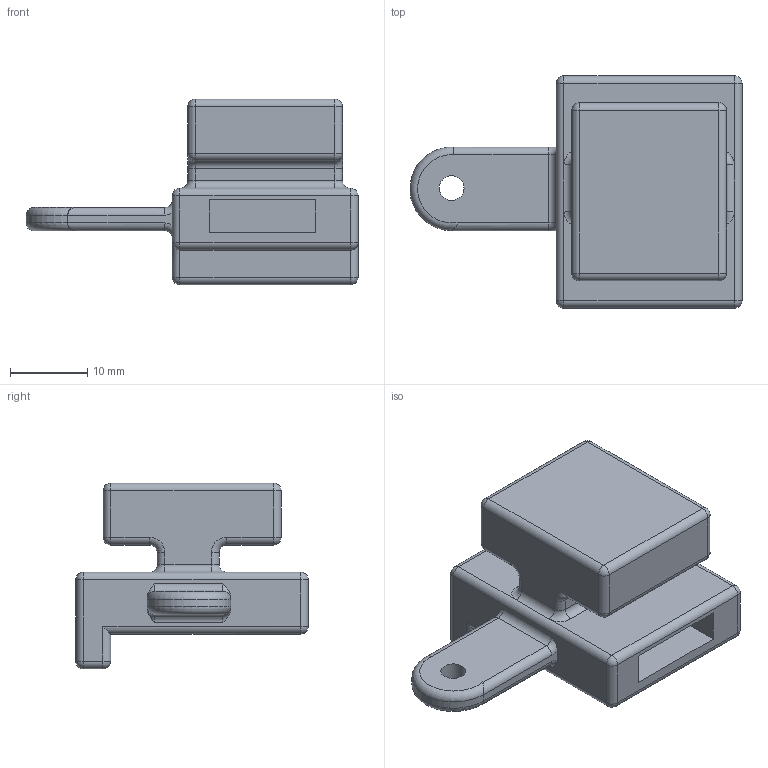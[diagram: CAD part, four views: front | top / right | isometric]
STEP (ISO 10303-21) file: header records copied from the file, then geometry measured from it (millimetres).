
FILE_DESCRIPTION(/* description */ ('','CAx-IF Rec.Pracs.---Representation and Presentation of Product Manufacturing Information (PMI)---4.0---2014-10-13'),/* implementation_level */ '2;1');
FILE_NAME(/* name */ 'Solenoid_Magnet_Holder.step',/* time_stamp */ '2025-01-30T23:23:34-05:00',/* author */ (''),/* organization */ (''),/* preprocessor_version */ 'ST-DEVELOPER v20',/* originating_system */ 'Autodesk Translation Framework v13.20.0.188',/* authorisation */ '');
FILE_SCHEMA (('AP242_MANAGED_MODEL_BASED_3D_ENGINEERING_MIM_LF { 1 0 10303 442 1 1 4 }'));
Length unit declared in the file: millimetre
Products named in the file (1): Solenoid_Magnet_Holder
Bounding box: 42.88 x 30 x 24 mm (x, y, z)
Volume: 9289.1 mm3; surface area: 5277.7 mm2
Topology: 1 solids, 1 shells, 111 faces, 235 edges, 128 vertices
Faces by surface type: cylinder 51, plane 28, sphere 18, torus 14
Full cylindrical faces by diameter (mm): 3.2 x1
Entity records: 2998 total; most frequent: DIRECTION 559, CARTESIAN_POINT 543, ORIENTED_EDGE 470, EDGE_CURVE 235, AXIS2_PLACEMENT_3D 220, VERTEX_POINT 128, LINE 119, VECTOR 119
